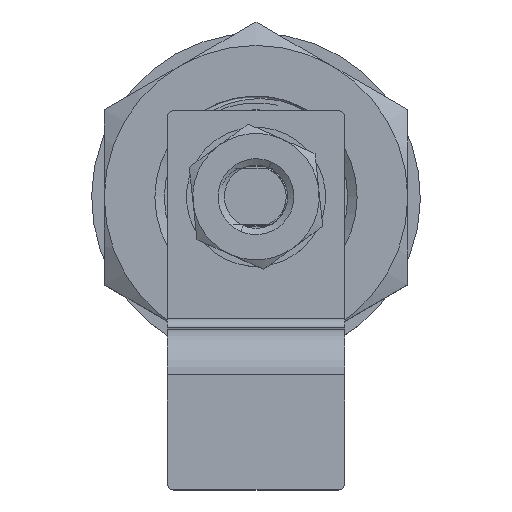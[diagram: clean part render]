
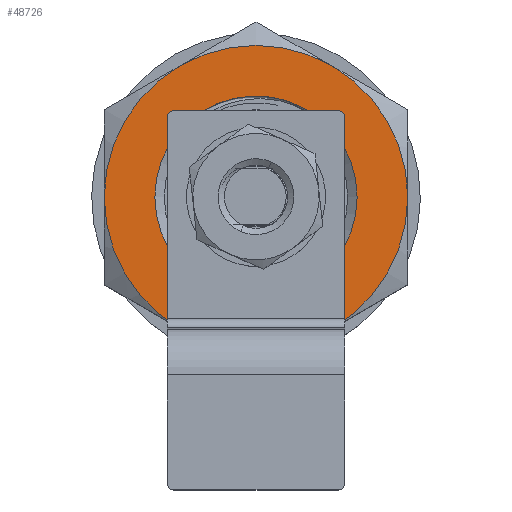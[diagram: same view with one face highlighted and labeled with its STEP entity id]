
A CAD part, top view. The second image highlights one B-rep face of the part: STEP entity #48726.
In plain terms, the highlighted planar face has unit normal (0, 0, 1).
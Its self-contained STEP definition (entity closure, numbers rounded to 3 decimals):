
#704 = VERTEX_POINT ( 'NONE', #9242 ) ;
#1368 = EDGE_CURVE ( 'NONE', #88310, #84501, #20183, .T. ) ;
#3703 = AXIS2_PLACEMENT_3D ( 'NONE', #24941, #38035, #110744 ) ;
#5820 = DIRECTION ( 'NONE',  ( 1., 0., 0. ) ) ;
#7095 = CIRCLE ( 'NONE', #119873, 12. ) ;
#7399 = ORIENTED_EDGE ( 'NONE', *, *, #14153, .F. ) ;
#8978 = DIRECTION ( 'NONE',  ( 0., 0., -1. ) ) ;
#9242 = CARTESIAN_POINT ( 'NONE',  ( -6., -10.392, 0. ) ) ;
#10281 = EDGE_CURVE ( 'NONE', #84501, #88310, #22657, .T. ) ;
#12678 = DIRECTION ( 'NONE',  ( 0., 0., -1. ) ) ;
#14153 = EDGE_CURVE ( 'NONE', #704, #35773, #7095, .T. ) ;
#14172 = CIRCLE ( 'NONE', #76034, 12. ) ;
#18679 = DIRECTION ( 'NONE',  ( -1., 0., 0. ) ) ;
#19116 = CIRCLE ( 'NONE', #3703, 12. ) ;
#20183 = CIRCLE ( 'NONE', #62204, 8. ) ;
#20983 = ORIENTED_EDGE ( 'NONE', *, *, #30135, .F. ) ;
#22657 = CIRCLE ( 'NONE', #102161, 8. ) ;
#24941 = CARTESIAN_POINT ( 'NONE',  ( 0., 0., 0. ) ) ;
#29658 = DIRECTION ( 'NONE',  ( 0., 0., 1. ) ) ;
#30135 = EDGE_CURVE ( 'NONE', #76045, #114856, #53308, .T. ) ;
#31930 = CARTESIAN_POINT ( 'NONE',  ( 12., 0., 0. ) ) ;
#32354 = DIRECTION ( 'NONE',  ( 1., 0., 0. ) ) ;
#32446 = DIRECTION ( 'NONE',  ( 0., 0., -1. ) ) ;
#35773 = VERTEX_POINT ( 'NONE', #42307 ) ;
#38035 = DIRECTION ( 'NONE',  ( 0., 0., -1. ) ) ;
#38052 = AXIS2_PLACEMENT_3D ( 'NONE', #84394, #32446, #105146 ) ;
#39812 = CARTESIAN_POINT ( 'NONE',  ( 8., 0., 0. ) ) ;
#42158 = PLANE ( 'NONE',  #85446 ) ;
#42307 = CARTESIAN_POINT ( 'NONE',  ( -12., 0., 0. ) ) ;
#48726 = ADVANCED_FACE ( 'NONE', ( #136963, #105817 ), #42158, .F. ) ;
#51483 = VERTEX_POINT ( 'NONE', #111803 ) ;
#53308 = CIRCLE ( 'NONE', #38052, 12. ) ;
#53518 = VERTEX_POINT ( 'NONE', #90897 ) ;
#54549 = CARTESIAN_POINT ( 'NONE',  ( 6., -10.392, 0. ) ) ;
#59454 = CARTESIAN_POINT ( 'NONE',  ( -8., 0., 0. ) ) ;
#61895 = CARTESIAN_POINT ( 'NONE',  ( 0., 0., 0. ) ) ;
#62204 = AXIS2_PLACEMENT_3D ( 'NONE', #89619, #68194, #5820 ) ;
#64711 = DIRECTION ( 'NONE',  ( 0., 0., -1. ) ) ;
#67888 = AXIS2_PLACEMENT_3D ( 'NONE', #61895, #12678, #130984 ) ;
#68194 = DIRECTION ( 'NONE',  ( 0., 0., 1. ) ) ;
#68572 = EDGE_CURVE ( 'NONE', #53518, #51483, #19116, .T. ) ;
#71871 = DIRECTION ( 'NONE',  ( 0., 0., 1. ) ) ;
#71903 = DIRECTION ( 'NONE',  ( 1., 0., 0. ) ) ;
#76034 = AXIS2_PLACEMENT_3D ( 'NONE', #85483, #64711, #135329 ) ;
#76045 = VERTEX_POINT ( 'NONE', #31930 ) ;
#81072 = ORIENTED_EDGE ( 'NONE', *, *, #89013, .T. ) ;
#83455 = ORIENTED_EDGE ( 'NONE', *, *, #68572, .F. ) ;
#83696 = DIRECTION ( 'NONE',  ( -1., 0., 0. ) ) ;
#84394 = CARTESIAN_POINT ( 'NONE',  ( 0., 0., 0. ) ) ;
#84501 = VERTEX_POINT ( 'NONE', #39812 ) ;
#84574 = ORIENTED_EDGE ( 'NONE', *, *, #94821, .F. ) ;
#85446 = AXIS2_PLACEMENT_3D ( 'NONE', #132992, #94077, #83696 ) ;
#85483 = CARTESIAN_POINT ( 'NONE',  ( 0., 0., 0. ) ) ;
#87733 = CIRCLE ( 'NONE', #67888, 12. ) ;
#88310 = VERTEX_POINT ( 'NONE', #59454 ) ;
#89013 = EDGE_CURVE ( 'NONE', #76045, #51483, #125176, .T. ) ;
#89619 = CARTESIAN_POINT ( 'NONE',  ( 0., 0., 0. ) ) ;
#90897 = CARTESIAN_POINT ( 'NONE',  ( -6., 10.392, 0. ) ) ;
#94077 = DIRECTION ( 'NONE',  ( 0., 0., -1. ) ) ;
#94821 = EDGE_CURVE ( 'NONE', #35773, #53518, #87733, .T. ) ;
#98108 = ORIENTED_EDGE ( 'NONE', *, *, #109536, .F. ) ;
#102161 = AXIS2_PLACEMENT_3D ( 'NONE', #126507, #71871, #32354 ) ;
#102815 = EDGE_LOOP ( 'NONE', ( #119198, #136762 ) ) ;
#105146 = DIRECTION ( 'NONE',  ( -1., 0., 0. ) ) ;
#105817 = FACE_OUTER_BOUND ( 'NONE', #113886, .T. ) ;
#109536 = EDGE_CURVE ( 'NONE', #114856, #704, #14172, .T. ) ;
#110744 = DIRECTION ( 'NONE',  ( -1., 0., 0. ) ) ;
#111803 = CARTESIAN_POINT ( 'NONE',  ( 6., 10.392, 0. ) ) ;
#113886 = EDGE_LOOP ( 'NONE', ( #84574, #7399, #98108, #20983, #81072, #83455 ) ) ;
#114856 = VERTEX_POINT ( 'NONE', #54549 ) ;
#116370 = AXIS2_PLACEMENT_3D ( 'NONE', #124480, #29658, #71903 ) ;
#119198 = ORIENTED_EDGE ( 'NONE', *, *, #10281, .F. ) ;
#119873 = AXIS2_PLACEMENT_3D ( 'NONE', #136342, #8978, #18679 ) ;
#124480 = CARTESIAN_POINT ( 'NONE',  ( 0., 0., 0. ) ) ;
#125176 = CIRCLE ( 'NONE', #116370, 12. ) ;
#126507 = CARTESIAN_POINT ( 'NONE',  ( 0., 0., 0. ) ) ;
#130984 = DIRECTION ( 'NONE',  ( -1., 0., 0. ) ) ;
#132992 = CARTESIAN_POINT ( 'NONE',  ( 0., 13.856, 0. ) ) ;
#135329 = DIRECTION ( 'NONE',  ( -1., 0., 0. ) ) ;
#136342 = CARTESIAN_POINT ( 'NONE',  ( 0., 0., 0. ) ) ;
#136762 = ORIENTED_EDGE ( 'NONE', *, *, #1368, .F. ) ;
#136963 = FACE_BOUND ( 'NONE', #102815, .T. ) ;
